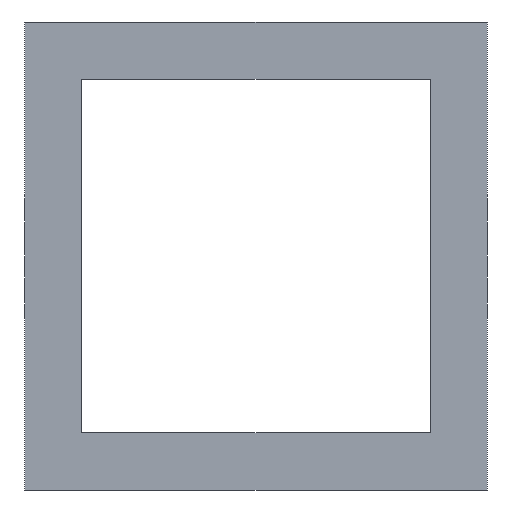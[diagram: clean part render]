
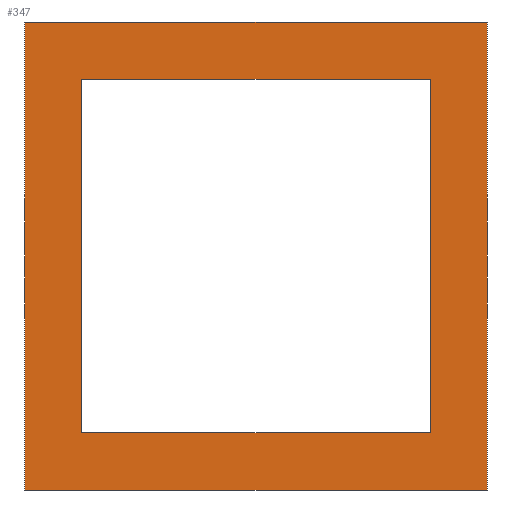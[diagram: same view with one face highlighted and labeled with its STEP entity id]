
A CAD part, front view. The second image highlights one B-rep face of the part: STEP entity #347.
In plain terms, the highlighted planar face has unit normal (0, -1, 0).
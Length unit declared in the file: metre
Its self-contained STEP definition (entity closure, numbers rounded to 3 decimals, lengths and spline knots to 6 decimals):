
#22=LINE('',#519,#46);
#25=LINE('',#525,#49);
#28=LINE('',#539,#52);
#31=LINE('',#544,#55);
#32=LINE('',#546,#56);
#33=LINE('',#549,#57);
#34=LINE('',#551,#58);
#35=LINE('',#553,#59);
#46=VECTOR('',#425,1.);
#49=VECTOR('',#430,1.);
#52=VECTOR('',#443,1.);
#55=VECTOR('',#448,1.);
#56=VECTOR('',#451,1.);
#57=VECTOR('',#452,1.);
#58=VECTOR('',#453,1.);
#59=VECTOR('',#454,1.);
#72=PLANE('',#387);
#104=ORIENTED_EDGE('',*,*,#179,.T.);
#105=ORIENTED_EDGE('',*,*,#180,.T.);
#106=ORIENTED_EDGE('',*,*,#181,.T.);
#107=ORIENTED_EDGE('',*,*,#182,.T.);
#108=ORIENTED_EDGE('',*,*,#165,.T.);
#109=ORIENTED_EDGE('',*,*,#178,.T.);
#110=ORIENTED_EDGE('',*,*,#175,.T.);
#111=ORIENTED_EDGE('',*,*,#168,.T.);
#165=EDGE_CURVE('',#206,#205,#22,.T.);
#168=EDGE_CURVE('',#208,#206,#25,.T.);
#175=EDGE_CURVE('',#214,#208,#28,.T.);
#178=EDGE_CURVE('',#205,#214,#31,.T.);
#179=EDGE_CURVE('',#215,#216,#32,.T.);
#180=EDGE_CURVE('',#216,#217,#33,.T.);
#181=EDGE_CURVE('',#217,#218,#34,.T.);
#182=EDGE_CURVE('',#218,#215,#35,.T.);
#205=VERTEX_POINT('',#518);
#206=VERTEX_POINT('',#520);
#208=VERTEX_POINT('',#526);
#214=VERTEX_POINT('',#540);
#215=VERTEX_POINT('',#547);
#216=VERTEX_POINT('',#548);
#217=VERTEX_POINT('',#550);
#218=VERTEX_POINT('',#552);
#260=EDGE_LOOP('',(#104,#105,#106,#107));
#261=EDGE_LOOP('',(#108,#109,#110,#111));
#304=FACE_BOUND('',#260,.T.);
#305=FACE_BOUND('',#261,.T.);
#347=ADVANCED_FACE('',(#304,#305),#72,.T.);
#387=AXIS2_PLACEMENT_3D('',#545,#449,#450);
#425=DIRECTION('',(0.,0.,-1.));
#430=DIRECTION('',(1.,0.,0.));
#443=DIRECTION('',(0.,0.,1.));
#448=DIRECTION('',(-1.,0.,0.));
#449=DIRECTION('',(0.,-1.,0.));
#450=DIRECTION('',(1.,0.,0.));
#451=DIRECTION('',(1.,0.,0.));
#452=DIRECTION('',(0.,0.,1.));
#453=DIRECTION('',(-1.,0.,0.));
#454=DIRECTION('',(0.,0.,-1.));
#518=CARTESIAN_POINT('',(0.001073,-0.1,-0.002933));
#519=CARTESIAN_POINT('',(0.001073,-0.1,0.009467));
#520=CARTESIAN_POINT('',(0.001073,-0.1,0.009467));
#525=CARTESIAN_POINT('',(-0.011127,-0.1,0.009467));
#526=CARTESIAN_POINT('',(-0.011127,-0.1,0.009467));
#539=CARTESIAN_POINT('',(-0.011127,-0.1,-0.002933));
#540=CARTESIAN_POINT('',(-0.011127,-0.1,-0.002933));
#544=CARTESIAN_POINT('',(0.001073,-0.1,-0.002933));
#545=CARTESIAN_POINT('',(-0.005027,-0.1,0.003267));
#546=CARTESIAN_POINT('',(-0.013127,-0.1,-0.004933));
#547=CARTESIAN_POINT('',(-0.013127,-0.1,-0.004933));
#548=CARTESIAN_POINT('',(0.003073,-0.1,-0.004933));
#549=CARTESIAN_POINT('',(0.003073,-0.1,-0.004933));
#550=CARTESIAN_POINT('',(0.003073,-0.1,0.011467));
#551=CARTESIAN_POINT('',(0.003073,-0.1,0.011467));
#552=CARTESIAN_POINT('',(-0.013127,-0.1,0.011467));
#553=CARTESIAN_POINT('',(-0.013127,-0.1,0.011467));
